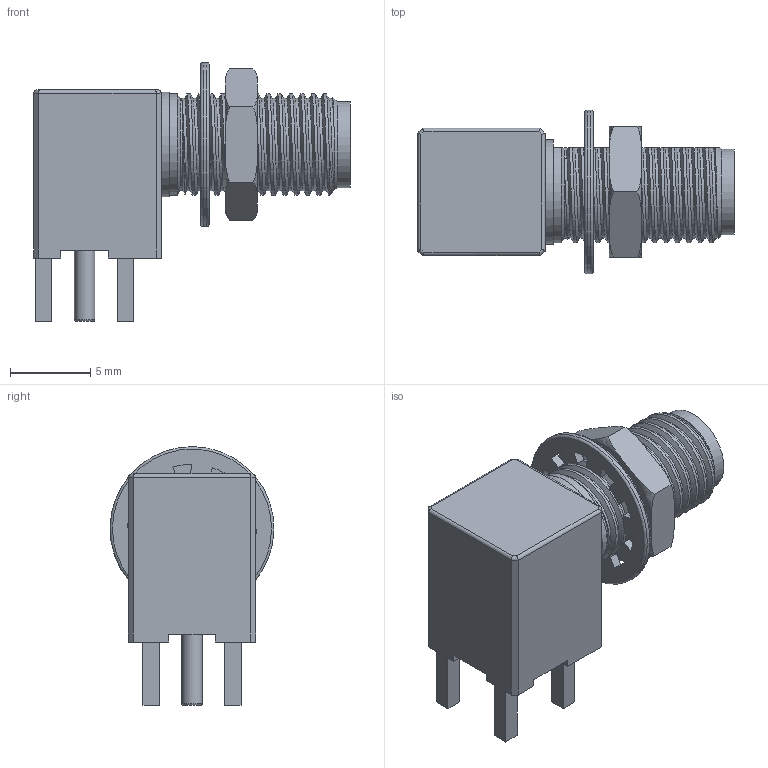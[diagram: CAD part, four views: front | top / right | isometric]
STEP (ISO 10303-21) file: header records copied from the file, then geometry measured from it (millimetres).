
FILE_DESCRIPTION(/* description */ ('Unknown'),/* implementation_level */ '2;1');
FILE_NAME(/* name */ '60311042114502',/* time_stamp */ '2024-12-12T10:24:57+01:00',/* author */ ('Unknown'),/* organization */ ('Unknown'),/* preprocessor_version */ 'ST-DEVELOPER v19.4',/* originating_system */ 'Solid Edge',/* authorisation */ 'Unknown');
FILE_SCHEMA (('AUTOMOTIVE_DESIGN {1 0 10303 214 3 1 1}'));
Length unit declared in the file: millimetre
Products named in the file (1): 60311042114502
Bounding box: 19.69 x 10.2 x 16.1 mm (x, y, z)
Volume: 945.6 mm3; surface area: 1392.1 mm2
Topology: 3 solids, 5 shells, 225 faces, 603 edges, 392 vertices
Faces by surface type: plane 91, cylinder 76, bspline 30, torus 19, cone 9
Full cylindrical faces by diameter (mm): 1.27 x4, 3 x1, 3.5 x1, 4.06 x1, 4.158 x1, 4.95 x1, 5.35 x1, 5.6 x1, 6.5 x1, 10.2 x1
Entity records: 18813 total; most frequent: CARTESIAN_POINT 12655, ORIENTED_EDGE 1134, DIRECTION 917, EDGE_CURVE 567, VERTEX_POINT 379, AXIS2_PLACEMENT_3D 320, LINE 277, VECTOR 277
